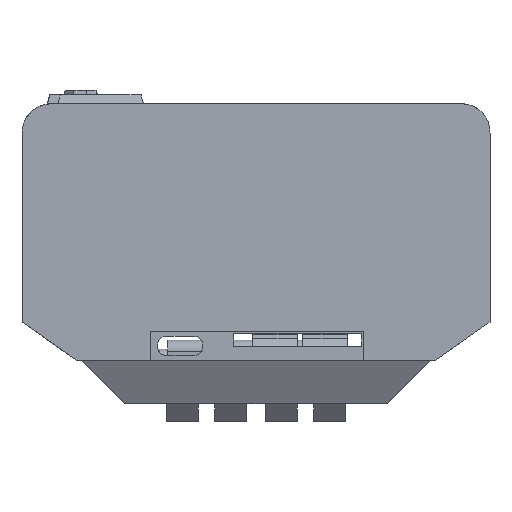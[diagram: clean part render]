
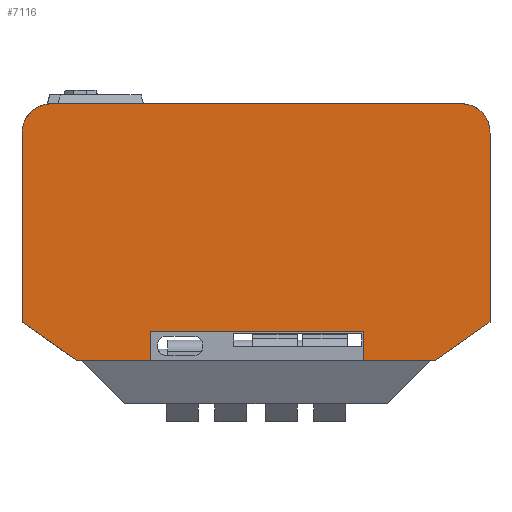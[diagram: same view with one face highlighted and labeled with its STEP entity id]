
A CAD part, front view. The second image highlights one B-rep face of the part: STEP entity #7116.
In plain terms, the highlighted planar face has unit normal (0, -1, 0).
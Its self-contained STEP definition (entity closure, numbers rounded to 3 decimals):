
#44=B_SPLINE_CURVE_WITH_KNOTS('',3,(#9893,#9894,#9895,#9896,#9897,#9898,
#9899,#9900,#9901,#9902,#9903,#9904,#9905),.UNSPECIFIED.,.F.,.F.,(4,3,3,
3,4),(0.,0.296,0.592,0.74,1.036),
 .UNSPECIFIED.);
#63=PLANE('',#7520);
#431=FACE_OUTER_BOUND('',#828,.T.);
#828=EDGE_LOOP('',(#4993,#4994,#4995,#4996,#4997,#4998,#4999,#5000,#5001,
#5002,#5003,#5004));
#1249=CIRCLE('',#7516,6.5);
#1282=LINE('',#9875,#2255);
#1283=LINE('',#9877,#2256);
#1284=LINE('',#9879,#2257);
#1285=LINE('',#9881,#2258);
#1286=LINE('',#9883,#2259);
#1287=LINE('',#9885,#2260);
#1288=LINE('',#9887,#2261);
#1289=LINE('',#9889,#2262);
#1290=LINE('',#9891,#2263);
#1291=LINE('',#9906,#2264);
#2255=VECTOR('',#7987,10.);
#2256=VECTOR('',#7988,10.);
#2257=VECTOR('',#7989,10.);
#2258=VECTOR('',#7990,10.);
#2259=VECTOR('',#7991,10.);
#2260=VECTOR('',#7992,10.);
#2261=VECTOR('',#7993,10.);
#2262=VECTOR('',#7994,10.);
#2263=VECTOR('',#7995,10.);
#2264=VECTOR('',#7996,10.);
#3257=VERTEX_POINT('',#9856);
#3258=VERTEX_POINT('',#9858);
#3264=VERTEX_POINT('',#9874);
#3265=VERTEX_POINT('',#9876);
#3266=VERTEX_POINT('',#9878);
#3267=VERTEX_POINT('',#9880);
#3268=VERTEX_POINT('',#9882);
#3269=VERTEX_POINT('',#9884);
#3270=VERTEX_POINT('',#9886);
#3271=VERTEX_POINT('',#9888);
#3272=VERTEX_POINT('',#9890);
#3273=VERTEX_POINT('',#9892);
#3933=EDGE_CURVE('',#3257,#3258,#1249,.T.);
#3940=EDGE_CURVE('',#3264,#3257,#1282,.T.);
#3941=EDGE_CURVE('',#3265,#3264,#1283,.T.);
#3942=EDGE_CURVE('',#3266,#3265,#1284,.T.);
#3943=EDGE_CURVE('',#3266,#3267,#1285,.T.);
#3944=EDGE_CURVE('',#3267,#3268,#1286,.T.);
#3945=EDGE_CURVE('',#3268,#3269,#1287,.T.);
#3946=EDGE_CURVE('',#3270,#3269,#1288,.T.);
#3947=EDGE_CURVE('',#3271,#3270,#1289,.T.);
#3948=EDGE_CURVE('',#3272,#3271,#1290,.T.);
#3949=EDGE_CURVE('',#3273,#3272,#44,.T.);
#3950=EDGE_CURVE('',#3258,#3273,#1291,.T.);
#4993=ORIENTED_EDGE('',*,*,#3933,.F.);
#4994=ORIENTED_EDGE('',*,*,#3940,.F.);
#4995=ORIENTED_EDGE('',*,*,#3941,.F.);
#4996=ORIENTED_EDGE('',*,*,#3942,.F.);
#4997=ORIENTED_EDGE('',*,*,#3943,.T.);
#4998=ORIENTED_EDGE('',*,*,#3944,.T.);
#4999=ORIENTED_EDGE('',*,*,#3945,.T.);
#5000=ORIENTED_EDGE('',*,*,#3946,.F.);
#5001=ORIENTED_EDGE('',*,*,#3947,.F.);
#5002=ORIENTED_EDGE('',*,*,#3948,.F.);
#5003=ORIENTED_EDGE('',*,*,#3949,.F.);
#5004=ORIENTED_EDGE('',*,*,#3950,.F.);
#7116=ADVANCED_FACE('',(#431),#63,.F.);
#7516=AXIS2_PLACEMENT_3D('',#9859,#7975,#7976);
#7520=AXIS2_PLACEMENT_3D('',#9873,#7985,#7986);
#7975=DIRECTION('center_axis',(0.,1.,0.));
#7976=DIRECTION('ref_axis',(-0.707,0.,0.707));
#7985=DIRECTION('center_axis',(0.,1.,0.));
#7986=DIRECTION('ref_axis',(1.,0.,0.));
#7987=DIRECTION('',(0.,0.,1.));
#7988=DIRECTION('',(-0.819,0.,0.574));
#7989=DIRECTION('',(-1.,0.,0.));
#7990=DIRECTION('',(0.,0.,1.));
#7991=DIRECTION('',(1.,0.,0.));
#7992=DIRECTION('',(0.,0.,-1.));
#7993=DIRECTION('',(-1.,0.,0.));
#7994=DIRECTION('',(-0.819,0.,-0.574));
#7995=DIRECTION('',(0.,0.,-1.));
#7996=DIRECTION('',(1.,0.,0.));
#9856=CARTESIAN_POINT('',(-52.,0.,20.5));
#9858=CARTESIAN_POINT('',(-45.5,0.,27.));
#9859=CARTESIAN_POINT('Origin',(-45.5,0.,20.5));
#9873=CARTESIAN_POINT('Origin',(0.,0.,-1.5));
#9874=CARTESIAN_POINT('',(-52.,0.,-21.5));
#9875=CARTESIAN_POINT('',(-52.,0.,-30.));
#9876=CARTESIAN_POINT('',(-39.861,0.,-30.));
#9877=CARTESIAN_POINT('',(-36.217,0.,-32.551));
#9878=CARTESIAN_POINT('',(-23.5,0.,-30.));
#9879=CARTESIAN_POINT('',(52.,0.,-30.));
#9880=CARTESIAN_POINT('',(-23.5,0.,-23.5));
#9881=CARTESIAN_POINT('',(-23.5,0.,-15.75));
#9882=CARTESIAN_POINT('',(23.975,0.,-23.5));
#9883=CARTESIAN_POINT('',(11.737,0.,-23.5));
#9884=CARTESIAN_POINT('',(23.975,0.,-30.));
#9885=CARTESIAN_POINT('',(23.975,0.,-14.125));
#9886=CARTESIAN_POINT('',(39.861,0.,-30.));
#9887=CARTESIAN_POINT('',(52.,0.,-30.));
#9888=CARTESIAN_POINT('',(52.,0.,-21.5));
#9889=CARTESIAN_POINT('',(36.217,0.,-32.551));
#9890=CARTESIAN_POINT('',(52.,0.,20.5));
#9891=CARTESIAN_POINT('',(52.,0.,27.));
#9892=CARTESIAN_POINT('',(45.5,0.,27.));
#9893=CARTESIAN_POINT('Ctrl Pts',(45.5,0.,
27.));
#9894=CARTESIAN_POINT('Ctrl Pts',(46.458,0.,
27.));
#9895=CARTESIAN_POINT('Ctrl Pts',(47.45,0.,
26.818));
#9896=CARTESIAN_POINT('Ctrl Pts',(48.348,0.,
26.416));
#9897=CARTESIAN_POINT('Ctrl Pts',(49.246,0.,
26.014));
#9898=CARTESIAN_POINT('Ctrl Pts',(50.051,0.,
25.392));
#9899=CARTESIAN_POINT('Ctrl Pts',(50.658,0.,
24.614));
#9900=CARTESIAN_POINT('Ctrl Pts',(50.961,0.,
24.225));
#9901=CARTESIAN_POINT('Ctrl Pts',(51.215,0.,
23.797));
#9902=CARTESIAN_POINT('Ctrl Pts',(51.415,0.,
23.347));
#9903=CARTESIAN_POINT('Ctrl Pts',(51.815,0.,
22.447));
#9904=CARTESIAN_POINT('Ctrl Pts',(52.,0.,
21.458));
#9905=CARTESIAN_POINT('Ctrl Pts',(52.,0.,
20.5));
#9906=CARTESIAN_POINT('',(-52.,0.,27.));
